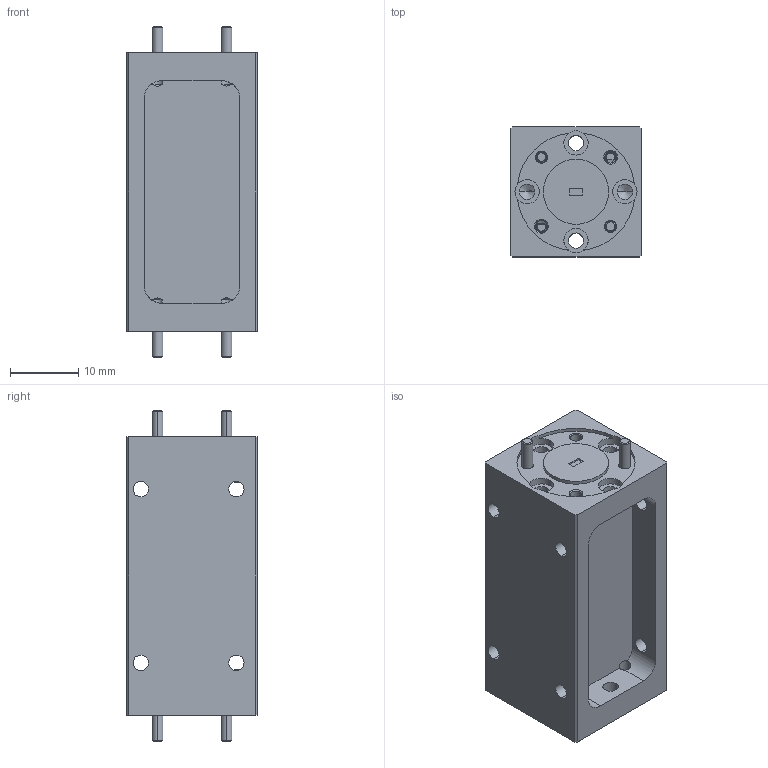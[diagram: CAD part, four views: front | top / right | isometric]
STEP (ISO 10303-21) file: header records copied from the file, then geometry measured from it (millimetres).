
FILE_DESCRIPTION (( 'STEP AP203' ), '1' );
FILE_NAME ('WF-LF-A-1.6.STEP', '2024-10-07T18:03:24', ( '' ), ( '' ), 'SwSTEP 2.0', 'SolidWorks 2021', '' );
FILE_SCHEMA (( 'CONFIG_CONTROL_DESIGN' ));
Length unit declared in the file: inch
Products named in the file (1): WF-LF-A-1.6
Bounding box: 19.05 x 19.05 x 48.39 mm (x, y, z)
Volume: 9862.8 mm3; surface area: 6012 mm2
Topology: 5 solids, 5 shells, 434 faces, 1010 edges, 600 vertices
Faces by surface type: cone 158, plane 144, cylinder 132
Entity records: 12753 total; most frequent: CARTESIAN_POINT 2675, DIRECTION 2196, ORIENTED_EDGE 2004, EDGE_CURVE 1002, AXIS2_PLACEMENT_3D 873, VERTEX_POINT 600, EDGE_LOOP 496, LINE 450
